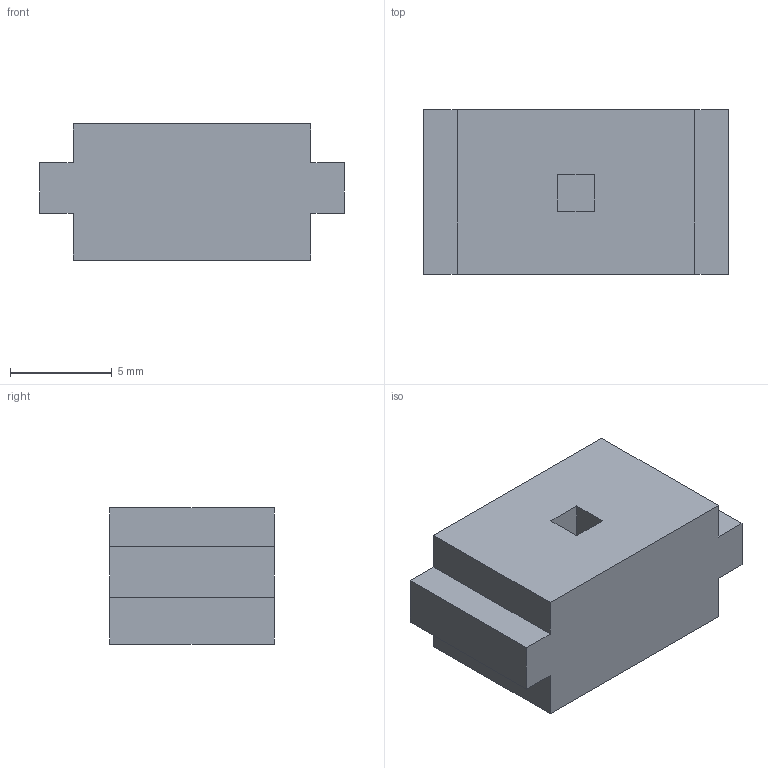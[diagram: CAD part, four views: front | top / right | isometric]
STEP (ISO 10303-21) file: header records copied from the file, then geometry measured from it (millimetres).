
FILE_DESCRIPTION(/* description */ (''),/* implementation_level */ '2;1');
FILE_NAME(/* name */ 'Case_USB_Cover.step',/* time_stamp */ '2020-06-02T20:06:25+02:00',/* author */ (''),/* organization */ (''),/* preprocessor_version */ 'ST-DEVELOPER v18.1',/* originating_system */ 'Autodesk Translation Framework v9.3.0.1241',/* authorisation */ '');
FILE_SCHEMA (('AUTOMOTIVE_DESIGN { 1 0 10303 214 3 1 1 }'));
Length unit declared in the file: millimetre
Products named in the file (2): New Case flipped_Power; OBS-C-001-V1 v1
Assembly tree (1 placements, depth 2):
  New Case flipped_Power
    OBS-C-001-V1 v1
Bounding box: 15 x 8.1 x 6.7 mm (x, y, z)
Volume: 693.7 mm3; surface area: 542.8 mm2
Topology: 1 solids, 1 shells, 19 faces, 48 edges, 32 vertices
Faces by surface type: plane 19
Entity records: 622 total; most frequent: CARTESIAN_POINT 102, ORIENTED_EDGE 96, DIRECTION 92, LINE 48, VECTOR 48, EDGE_CURVE 48, VERTEX_POINT 32, AXIS2_PLACEMENT_3D 22
